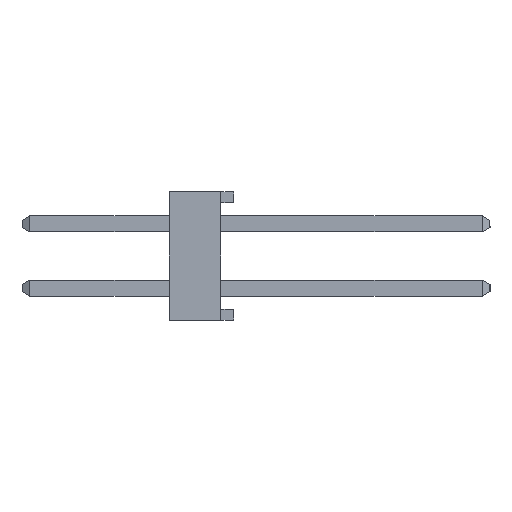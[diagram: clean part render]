
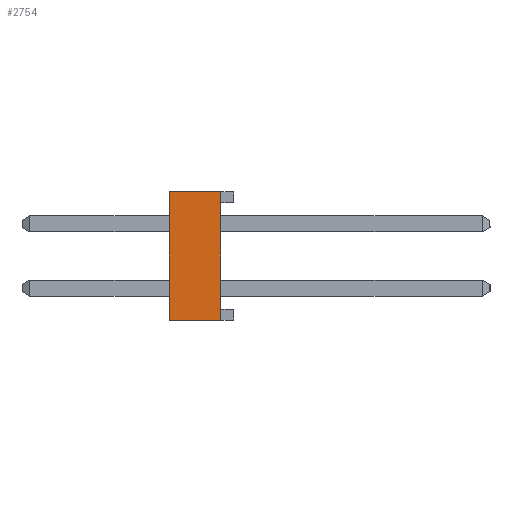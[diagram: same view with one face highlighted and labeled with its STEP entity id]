
A CAD part, left-side view. The second image highlights one B-rep face of the part: STEP entity #2754.
In plain terms, the highlighted planar face has unit normal (-1, 0, 0).
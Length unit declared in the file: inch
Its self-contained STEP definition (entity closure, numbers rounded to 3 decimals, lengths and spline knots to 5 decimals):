
#2754 = ADVANCED_FACE( '', ( #6580 ), #6581, .F. );
#6580 = FACE_OUTER_BOUND( '', #11498, .T. );
#6581 = PLANE( '', #11499 );
#11498 = EDGE_LOOP( '', ( #19737, #19738, #19739, #19740 ) );
#11499 = AXIS2_PLACEMENT_3D( '', #19741, #19742, #19743 );
#19737 = ORIENTED_EDGE( '', *, *, #30980, .F. );
#19738 = ORIENTED_EDGE( '', *, *, #31815, .F. );
#19739 = ORIENTED_EDGE( '', *, *, #30883, .F. );
#19740 = ORIENTED_EDGE( '', *, *, #31816, .T. );
#19741 = CARTESIAN_POINT( '', ( -0.95, 0.1, -0.1 ) );
#19742 = DIRECTION( '', ( 1., 0., 0. ) );
#19743 = DIRECTION( '', ( 0., 0., -1. ) );
#30883 = EDGE_CURVE( '', #37813, #37807, #37815, .T. );
#30980 = EDGE_CURVE( '', #37960, #37962, #37963, .T. );
#31815 = EDGE_CURVE( '', #37807, #37960, #39185, .T. );
#31816 = EDGE_CURVE( '', #37813, #37962, #39186, .T. );
#37807 = VERTEX_POINT( '', #47378 );
#37813 = VERTEX_POINT( '', #47387 );
#37815 = LINE( '', #47390, #47391 );
#37960 = VERTEX_POINT( '', #47614 );
#37962 = VERTEX_POINT( '', #47617 );
#37963 = LINE( '', #47618, #47619 );
#39185 = LINE( '', #49477, #49478 );
#39186 = LINE( '', #49479, #49480 );
#47378 = CARTESIAN_POINT( '', ( -0.95, 0.1, 0.1 ) );
#47387 = CARTESIAN_POINT( '', ( -0.95, 0.1, -0.1 ) );
#47390 = CARTESIAN_POINT( '', ( -0.95, 0.1, -0.1 ) );
#47391 = VECTOR( '', #55953, 39.37008 );
#47614 = CARTESIAN_POINT( '', ( -0.95, 0.02, 0.1 ) );
#47617 = CARTESIAN_POINT( '', ( -0.95, 0.02, -0.1 ) );
#47618 = CARTESIAN_POINT( '', ( -0.95, 0.02, -0.1 ) );
#47619 = VECTOR( '', #56033, 39.37008 );
#49477 = CARTESIAN_POINT( '', ( -0.95, 0.1, 0.1 ) );
#49478 = VECTOR( '', #56670, 39.37008 );
#49479 = CARTESIAN_POINT( '', ( -0.95, 0.1, -0.1 ) );
#49480 = VECTOR( '', #56671, 39.37008 );
#55953 = DIRECTION( '', ( 0., 0., 1. ) );
#56033 = DIRECTION( '', ( 0., 0., -1. ) );
#56670 = DIRECTION( '', ( 0., -1., 0. ) );
#56671 = DIRECTION( '', ( 0., -1., 0. ) );
